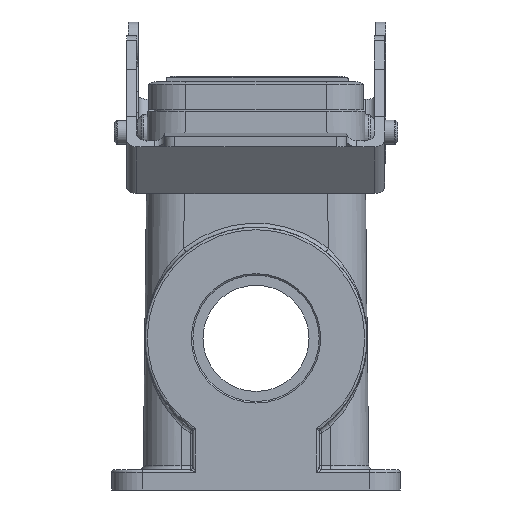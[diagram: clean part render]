
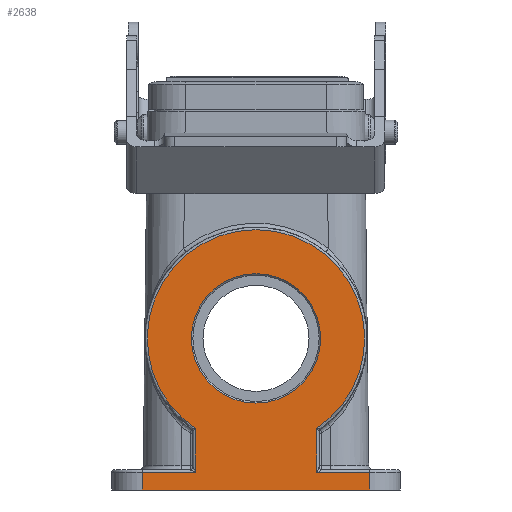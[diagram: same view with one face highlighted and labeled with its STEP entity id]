
A CAD part, left-side view. The second image highlights one B-rep face of the part: STEP entity #2638.
In plain terms, the highlighted planar face has unit normal (-1, 0, 0).
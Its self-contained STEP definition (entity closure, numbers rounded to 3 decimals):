
#2555=CARTESIAN_POINT('',(-58.5,-28.5,-69.25));
#2556=DIRECTION('',(-1.0,0.0,0.0));
#2557=DIRECTION('',(0.0,0.0,1.0));
#2558=AXIS2_PLACEMENT_3D('',#2555,#2556,#2557);
#2559=PLANE('',#2558);
#2560=CARTESIAN_POINT('',(-58.5,-22.5,-69.25));
#2561=VERTEX_POINT('',#2560);
#2562=CARTESIAN_POINT('',(-58.5,-22.5,-65.75));
#2563=VERTEX_POINT('',#2562);
#2564=CARTESIAN_POINT('',(-58.5,-22.5,-69.25));
#2565=DIRECTION('',(0.0,0.0,1.0));
#2566=VECTOR('',#2565,3.5);
#2567=LINE('',#2564,#2566);
#2568=EDGE_CURVE('',#2561,#2563,#2567,.T.);
#2569=ORIENTED_EDGE('',*,*,#2568,.T.);
#2570=CARTESIAN_POINT('',(-58.5,-12.,-65.75));
#2571=VERTEX_POINT('',#2570);
#2572=CARTESIAN_POINT('',(-58.5,-22.5,-65.75));
#2573=DIRECTION('',(0.0,1.0,0.0));
#2574=VECTOR('',#2573,10.5);
#2575=LINE('',#2572,#2574);
#2576=EDGE_CURVE('',#2563,#2571,#2575,.T.);
#2577=ORIENTED_EDGE('',*,*,#2576,.T.);
#2578=CARTESIAN_POINT('',(-58.5,-12.,-57.09));
#2579=VERTEX_POINT('',#2578);
#2580=CARTESIAN_POINT('',(-58.5,-12.,-65.75));
#2581=DIRECTION('',(0.0,0.0,1.0));
#2582=VECTOR('',#2581,8.66);
#2583=LINE('',#2580,#2582);
#2584=EDGE_CURVE('',#2571,#2579,#2583,.T.);
#2585=ORIENTED_EDGE('',*,*,#2584,.T.);
#2586=CARTESIAN_POINT('',(-58.5,12.,-57.09));
#2587=VERTEX_POINT('',#2586);
#2588=CARTESIAN_POINT('',(-58.5,0.0,-39.25));
#2589=DIRECTION('',(-1.0,0.0,0.0));
#2590=DIRECTION('',(0.0,0.0,1.0));
#2591=AXIS2_PLACEMENT_3D('',#2588,#2589,#2590);
#2592=CIRCLE('',#2591,21.5);
#2593=EDGE_CURVE('',#2579,#2587,#2592,.T.);
#2594=ORIENTED_EDGE('',*,*,#2593,.T.);
#2595=CARTESIAN_POINT('',(-58.5,12.,-65.75));
#2596=VERTEX_POINT('',#2595);
#2597=CARTESIAN_POINT('',(-58.5,12.,-57.09));
#2598=DIRECTION('',(0.0,0.0,-1.0));
#2599=VECTOR('',#2598,8.66);
#2600=LINE('',#2597,#2599);
#2601=EDGE_CURVE('',#2587,#2596,#2600,.T.);
#2602=ORIENTED_EDGE('',*,*,#2601,.T.);
#2603=CARTESIAN_POINT('',(-58.5,22.5,-65.75));
#2604=VERTEX_POINT('',#2603);
#2605=CARTESIAN_POINT('',(-58.5,12.,-65.75));
#2606=DIRECTION('',(0.0,1.0,0.0));
#2607=VECTOR('',#2606,10.5);
#2608=LINE('',#2605,#2607);
#2609=EDGE_CURVE('',#2596,#2604,#2608,.T.);
#2610=ORIENTED_EDGE('',*,*,#2609,.T.);
#2611=CARTESIAN_POINT('',(-58.5,22.5,-69.25));
#2612=VERTEX_POINT('',#2611);
#2613=CARTESIAN_POINT('',(-58.5,22.5,-65.75));
#2614=DIRECTION('',(0.0,0.0,-1.0));
#2615=VECTOR('',#2614,3.5);
#2616=LINE('',#2613,#2615);
#2617=EDGE_CURVE('',#2604,#2612,#2616,.T.);
#2618=ORIENTED_EDGE('',*,*,#2617,.T.);
#2619=CARTESIAN_POINT('',(-58.5,-22.5,-69.25));
#2620=DIRECTION('',(0.0,1.0,0.0));
#2621=VECTOR('',#2620,45.0);
#2622=LINE('',#2619,#2621);
#2623=EDGE_CURVE('',#2561,#2612,#2622,.T.);
#2624=ORIENTED_EDGE('',*,*,#2623,.F.);
#2625=EDGE_LOOP('',(#2569,#2577,#2585,#2594,#2602,#2610,#2618,#2624));
#2626=FACE_OUTER_BOUND('',#2625,.T.);
#2627=CARTESIAN_POINT('',(-58.5,0.0,-52.05));
#2628=VERTEX_POINT('',#2627);
#2629=CARTESIAN_POINT('',(-58.5,0.0,-39.25));
#2630=DIRECTION('',(1.0,0.0,0.0));
#2631=DIRECTION('',(0.0,0.0,-1.0));
#2632=AXIS2_PLACEMENT_3D('',#2629,#2630,#2631);
#2633=CIRCLE('',#2632,12.8);
#2634=EDGE_CURVE('',#2628,#2628,#2633,.T.);
#2635=ORIENTED_EDGE('',*,*,#2634,.T.);
#2636=EDGE_LOOP('',(#2635));
#2637=FACE_BOUND('',#2636,.T.);
#2638=ADVANCED_FACE('',(#2626,#2637),#2559,.T.);
